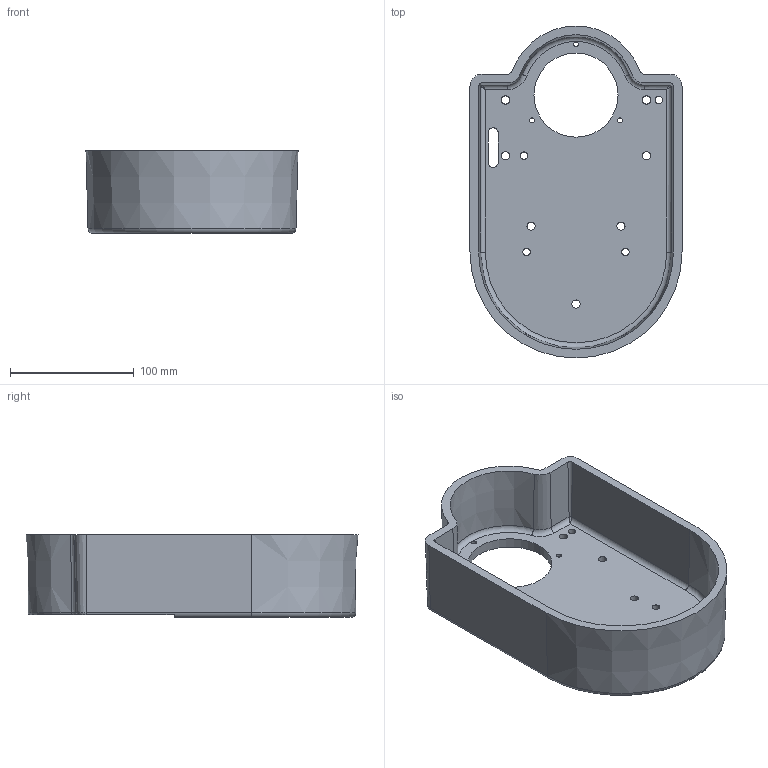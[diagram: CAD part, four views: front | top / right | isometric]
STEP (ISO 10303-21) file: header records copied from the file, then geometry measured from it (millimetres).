
FILE_DESCRIPTION (( 'STEP AP203' ), '1' );
FILE_NAME ('Assise_100-032_Default_sldprt.STEP', '2017-12-12T20:31:35', ( '' ), ( '' ), 'SwSTEP 2.0', 'SolidWorks 2016', '' );
FILE_SCHEMA (( 'CONFIG_CONTROL_DESIGN' ));
Length unit declared in the file: millimetre
Products named in the file (1): Assise_100-032_Default_sldprt
Bounding box: 171.51 x 268.51 x 67 mm (x, y, z)
Volume: 603208.8 mm3; surface area: 160006.6 mm2
Topology: 1 solids, 1 shells, 85 faces, 220 edges, 136 vertices
Faces by surface type: cylinder 40, cone 18, plane 15, torus 10, bspline 2
Entity records: 3916 total; most frequent: CARTESIAN_POINT 1625, DIRECTION 500, ORIENTED_EDGE 436, EDGE_CURVE 218, AXIS2_PLACEMENT_3D 204, VERTEX_POINT 136, CIRCLE 120, EDGE_LOOP 118
